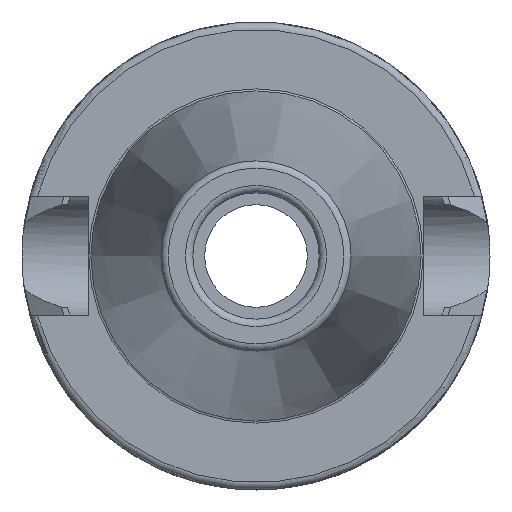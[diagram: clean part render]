
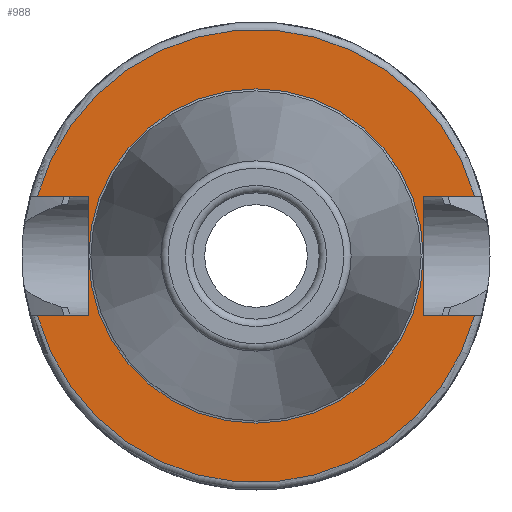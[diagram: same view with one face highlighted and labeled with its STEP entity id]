
A CAD part, left-side view. The second image highlights one B-rep face of the part: STEP entity #988.
In plain terms, the highlighted planar face has unit normal (-1, 0, 0).
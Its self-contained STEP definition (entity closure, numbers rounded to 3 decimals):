
#66=FACE_BOUND('',#215,.T.);
#85=PLANE('',#1170);
#149=FACE_OUTER_BOUND('',#214,.T.);
#214=EDGE_LOOP('',(#844,#845,#846,#847,#848,#849,#850,#851));
#215=EDGE_LOOP('',(#852));
#259=LINE('',#1692,#311);
#263=LINE('',#1700,#315);
#266=LINE('',#1720,#318);
#277=LINE('',#1820,#329);
#280=LINE('',#1841,#332);
#282=LINE('',#1844,#334);
#311=VECTOR('',#1324,10.);
#315=VECTOR('',#1330,10.);
#318=VECTOR('',#1335,10.);
#329=VECTOR('',#1390,10.);
#332=VECTOR('',#1395,10.);
#334=VECTOR('',#1399,10.);
#380=CIRCLE('',#1147,30.5);
#392=CIRCLE('',#1169,22.5);
#393=CIRCLE('',#1171,30.5);
#454=VERTEX_POINT('',#1680);
#455=VERTEX_POINT('',#1691);
#457=VERTEX_POINT('',#1697);
#458=VERTEX_POINT('',#1699);
#473=VERTEX_POINT('',#1780);
#480=VERTEX_POINT('',#1817);
#481=VERTEX_POINT('',#1819);
#485=VERTEX_POINT('',#1840);
#493=VERTEX_POINT('',#1870);
#559=EDGE_CURVE('',#455,#454,#259,.T.);
#563=EDGE_CURVE('',#458,#457,#263,.T.);
#568=EDGE_CURVE('',#457,#455,#266,.T.);
#588=EDGE_CURVE('',#458,#473,#380,.T.);
#598=EDGE_CURVE('',#481,#480,#277,.T.);
#603=EDGE_CURVE('',#485,#473,#280,.T.);
#605=EDGE_CURVE('',#480,#485,#282,.T.);
#619=EDGE_CURVE('',#493,#493,#392,.T.);
#620=EDGE_CURVE('',#481,#454,#393,.T.);
#844=ORIENTED_EDGE('',*,*,#559,.T.);
#845=ORIENTED_EDGE('',*,*,#620,.F.);
#846=ORIENTED_EDGE('',*,*,#598,.T.);
#847=ORIENTED_EDGE('',*,*,#605,.T.);
#848=ORIENTED_EDGE('',*,*,#603,.T.);
#849=ORIENTED_EDGE('',*,*,#588,.F.);
#850=ORIENTED_EDGE('',*,*,#563,.T.);
#851=ORIENTED_EDGE('',*,*,#568,.T.);
#852=ORIENTED_EDGE('',*,*,#619,.T.);
#988=ADVANCED_FACE('',(#149,#66),#85,.T.);
#1147=AXIS2_PLACEMENT_3D('',#1781,#1377,#1378);
#1169=AXIS2_PLACEMENT_3D('',#1872,#1435,#1436);
#1170=AXIS2_PLACEMENT_3D('',#1873,#1437,#1438);
#1171=AXIS2_PLACEMENT_3D('',#1874,#1439,#1440);
#1324=DIRECTION('',(0.,-1.,0.));
#1330=DIRECTION('',(0.,1.,0.));
#1335=DIRECTION('',(0.,0.,1.));
#1377=DIRECTION('center_axis',(1.,0.,0.));
#1378=DIRECTION('ref_axis',(0.,0.,-1.));
#1390=DIRECTION('',(0.,-1.,0.));
#1395=DIRECTION('',(0.,1.,0.));
#1399=DIRECTION('',(0.,0.,-1.));
#1435=DIRECTION('center_axis',(1.,0.,0.));
#1436=DIRECTION('ref_axis',(0.,0.,-1.));
#1437=DIRECTION('center_axis',(-1.,0.,0.));
#1438=DIRECTION('ref_axis',(0.,0.,1.));
#1439=DIRECTION('center_axis',(1.,0.,0.));
#1440=DIRECTION('ref_axis',(0.,0.,-1.));
#1680=CARTESIAN_POINT('',(2.,-29.418,8.05));
#1691=CARTESIAN_POINT('',(2.,-22.6,8.05));
#1692=CARTESIAN_POINT('',(2.,3.95,8.05));
#1697=CARTESIAN_POINT('',(2.,-22.6,-8.05));
#1699=CARTESIAN_POINT('',(2.,-29.418,-8.05));
#1700=CARTESIAN_POINT('',(2.,3.95,-8.05));
#1720=CARTESIAN_POINT('',(2.,-22.6,0.));
#1780=CARTESIAN_POINT('',(2.,29.418,-8.05));
#1781=CARTESIAN_POINT('Origin',(2.,0.,0.));
#1817=CARTESIAN_POINT('',(2.,22.6,8.05));
#1819=CARTESIAN_POINT('',(2.,29.418,8.05));
#1820=CARTESIAN_POINT('',(2.,26.55,8.05));
#1840=CARTESIAN_POINT('',(2.,22.6,-8.05));
#1841=CARTESIAN_POINT('',(2.,26.55,-8.05));
#1844=CARTESIAN_POINT('',(2.,22.6,0.));
#1870=CARTESIAN_POINT('',(2.,0.,22.5));
#1872=CARTESIAN_POINT('Origin',(2.,0.,0.));
#1873=CARTESIAN_POINT('Origin',(2.,30.5,0.));
#1874=CARTESIAN_POINT('Origin',(2.,0.,0.));
